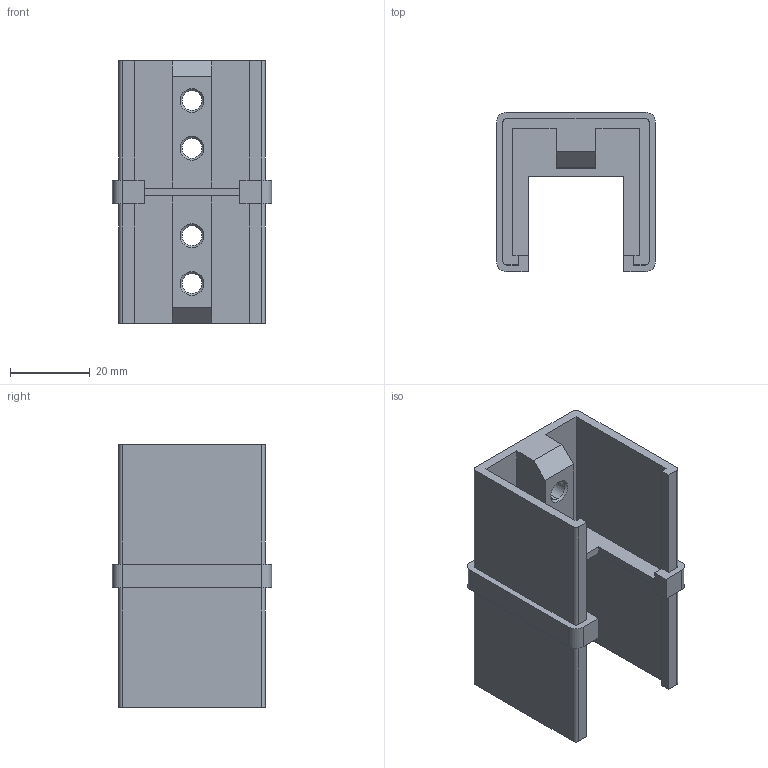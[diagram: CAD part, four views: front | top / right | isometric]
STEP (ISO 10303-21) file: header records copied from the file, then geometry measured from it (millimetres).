
FILE_DESCRIPTION (( 'STEP AP203' ), '1' );
FILE_NAME ('60318-V4A.step', '2020-07-01T10:49:49', ( '' ), ( '' ), 'SwSTEP 2.0', 'SolidWorks 2018', '' );
FILE_SCHEMA (( 'CONFIG_CONTROL_DESIGN' ));
Length unit declared in the file: millimetre
Products named in the file (1): 60318-V4A
Bounding box: 40 x 40 x 66 mm (x, y, z)
Volume: 24771.5 mm3; surface area: 18435 mm2
Topology: 1 solids, 1 shells, 308 faces, 824 edges, 544 vertices
Faces by surface type: plane 175, bspline 97, cylinder 20, cone 16
Entity records: 14675 total; most frequent: CARTESIAN_POINT 7502, ORIENTED_EDGE 1648, DIRECTION 1110, EDGE_CURVE 824, LINE 574, VECTOR 574, VERTEX_POINT 544, EDGE_LOOP 342
